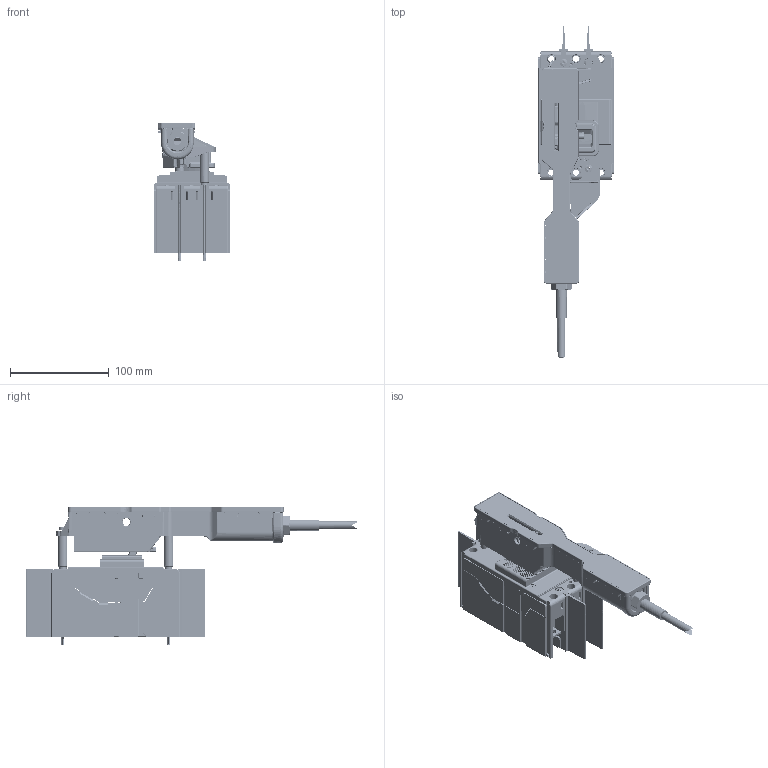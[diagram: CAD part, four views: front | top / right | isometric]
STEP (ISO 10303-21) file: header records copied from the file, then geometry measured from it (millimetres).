
FILE_DESCRIPTION((''),'2;1');
FILE_NAME('2TSE730003P1002','2017-03-09T',('USLAWIL2'),(''),'CREO PARAMETRIC BY PTC INC, 2015290','CREO PARAMETRIC BY PTC INC, 2015290','');
FILE_SCHEMA(('CONFIG_CONTROL_DESIGN'));
Products named in the file (1): 2TSE730003P1002
Bounding box: 76.2 x 335.93 x 140.1 mm (x, y, z)
Surface area: 205026.2 mm2 (no closed solid volume)
Topology: 0 solids, 4147 shells, 4147 faces, 25752 edges, 25733 vertices
Faces by surface type: plane 1729, cylinder 1272, extrusion 615, torus 225, bspline 179, cone 116, sphere 11
Entity records: 281035 total; most frequent: CARTESIAN_POINT 104767, DIRECTION 28436, VERTEX_POINT 25734, ORIENTED_EDGE 25734, EDGE_CURVE 25734, VECTOR 16840, LINE 16225, B_SPLINE_CURVE_WITH_KNOTS 7679
